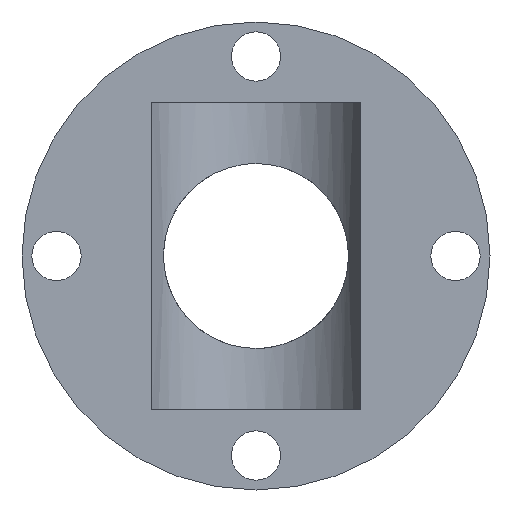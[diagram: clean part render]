
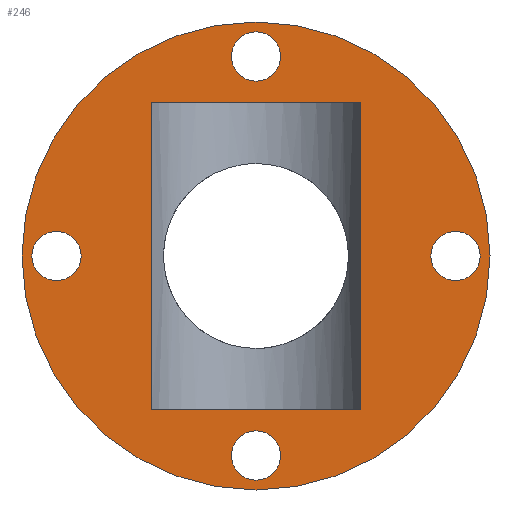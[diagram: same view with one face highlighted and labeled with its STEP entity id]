
A CAD part, front view. The second image highlights one B-rep face of the part: STEP entity #246.
In plain terms, the highlighted planar face has unit normal (0, -1, 0).
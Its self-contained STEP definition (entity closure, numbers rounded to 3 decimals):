
#2 = EDGE_CURVE ( 'NONE', #19, #516, #732, .T. ) ;
#8 = CARTESIAN_POINT ( 'NONE',  ( 1.62, -0.35, 0. ) ) ;
#15 = EDGE_CURVE ( 'NONE', #225, #480, #733, .T. ) ;
#19 = VERTEX_POINT ( 'NONE', #234 ) ;
#31 = CARTESIAN_POINT ( 'NONE',  ( 0., -0.35, -1.62 ) ) ;
#34 = AXIS2_PLACEMENT_3D ( 'NONE', #634, #296, #584 ) ;
#36 = AXIS2_PLACEMENT_3D ( 'NONE', #8, #599, #77 ) ;
#39 = ORIENTED_EDGE ( 'NONE', *, *, #15, .F. ) ;
#40 = EDGE_CURVE ( 'NONE', #229, #68, #300, .T. ) ;
#53 = DIRECTION ( 'NONE',  ( 0., 0., -1. ) ) ;
#56 = VERTEX_POINT ( 'NONE', #531 ) ;
#65 = CARTESIAN_POINT ( 'NONE',  ( 0., -0.35, -1.42 ) ) ;
#68 = VERTEX_POINT ( 'NONE', #471 ) ;
#72 = DIRECTION ( 'NONE',  ( 0., 0., 1. ) ) ;
#76 = CIRCLE ( 'NONE', #36, 0.2 ) ;
#77 = DIRECTION ( 'NONE',  ( 0., 0., 1. ) ) ;
#93 = ORIENTED_EDGE ( 'NONE', *, *, #241, .F. ) ;
#102 = FACE_BOUND ( 'NONE', #389, .T. ) ;
#104 = ORIENTED_EDGE ( 'NONE', *, *, #515, .F. ) ;
#108 = CIRCLE ( 'NONE', #427, 1.9 ) ;
#114 = VERTEX_POINT ( 'NONE', #173 ) ;
#116 = DIRECTION ( 'NONE',  ( 0., 0., 1. ) ) ;
#118 = DIRECTION ( 'NONE',  ( 0., 1., 0. ) ) ;
#125 = CARTESIAN_POINT ( 'NONE',  ( 1.62, -0.35, 0. ) ) ;
#129 = DIRECTION ( 'NONE',  ( 0., -1., 0. ) ) ;
#134 = CARTESIAN_POINT ( 'NONE',  ( -0.849, -0.35, -1.25 ) ) ;
#138 = EDGE_LOOP ( 'NONE', ( #104, #168 ) ) ;
#140 = AXIS2_PLACEMENT_3D ( 'NONE', #525, #252, #365 ) ;
#145 = EDGE_CURVE ( 'NONE', #480, #225, #574, .T. ) ;
#151 = ORIENTED_EDGE ( 'NONE', *, *, #2, .F. ) ;
#168 = ORIENTED_EDGE ( 'NONE', *, *, #186, .F. ) ;
#170 = DIRECTION ( 'NONE',  ( 0., 0., 1. ) ) ;
#173 = CARTESIAN_POINT ( 'NONE',  ( -0.849, -0.35, -1.25 ) ) ;
#184 = LINE ( 'NONE', #687, #464 ) ;
#186 = EDGE_CURVE ( 'NONE', #739, #742, #226, .T. ) ;
#208 = ORIENTED_EDGE ( 'NONE', *, *, #40, .T. ) ;
#215 = CIRCLE ( 'NONE', #368, 0.2 ) ;
#220 = CARTESIAN_POINT ( 'NONE',  ( -0.849, -0.35, 1.25 ) ) ;
#221 = CARTESIAN_POINT ( 'NONE',  ( 0., -0.35, -1.9 ) ) ;
#225 = VERTEX_POINT ( 'NONE', #317 ) ;
#226 = CIRCLE ( 'NONE', #295, 0.2 ) ;
#227 = CARTESIAN_POINT ( 'NONE',  ( 0., -0.35, 0. ) ) ;
#229 = VERTEX_POINT ( 'NONE', #339 ) ;
#234 = CARTESIAN_POINT ( 'NONE',  ( 1.62, -0.35, 0.2 ) ) ;
#239 = ORIENTED_EDGE ( 'NONE', *, *, #591, .T. ) ;
#241 = EDGE_CURVE ( 'NONE', #431, #633, #215, .T. ) ;
#246 = ADVANCED_FACE ( 'NONE', ( #678, #393, #620, #280, #447, #102 ), #397, .F. ) ;
#248 = VECTOR ( 'NONE', #679, 1000. ) ;
#252 = DIRECTION ( 'NONE',  ( 0., -1., 0. ) ) ;
#257 = DIRECTION ( 'NONE',  ( 0., -1., 0. ) ) ;
#276 = CIRCLE ( 'NONE', #407, 0.2 ) ;
#280 = FACE_BOUND ( 'NONE', #318, .T. ) ;
#282 = ORIENTED_EDGE ( 'NONE', *, *, #535, .F. ) ;
#285 = EDGE_LOOP ( 'NONE', ( #93, #314 ) ) ;
#295 = AXIS2_PLACEMENT_3D ( 'NONE', #593, #257, #603 ) ;
#296 = DIRECTION ( 'NONE',  ( 0., -1., 0. ) ) ;
#300 = LINE ( 'NONE', #349, #696 ) ;
#302 = CARTESIAN_POINT ( 'NONE',  ( 1.62, -0.35, -0.2 ) ) ;
#314 = ORIENTED_EDGE ( 'NONE', *, *, #520, .F. ) ;
#317 = CARTESIAN_POINT ( 'NONE',  ( 0., -0.35, 1.42 ) ) ;
#318 = EDGE_LOOP ( 'NONE', ( #151, #282 ) ) ;
#337 = DIRECTION ( 'NONE',  ( 0., 0., 1. ) ) ;
#339 = CARTESIAN_POINT ( 'NONE',  ( 0.849, -0.35, 1.25 ) ) ;
#343 = VERTEX_POINT ( 'NONE', #220 ) ;
#347 = EDGE_LOOP ( 'NONE', ( #458, #39 ) ) ;
#349 = CARTESIAN_POINT ( 'NONE',  ( 0.849, -0.35, -1.25 ) ) ;
#365 = DIRECTION ( 'NONE',  ( 0., 0., 1. ) ) ;
#368 = AXIS2_PLACEMENT_3D ( 'NONE', #31, #734, #745 ) ;
#383 = DIRECTION ( 'NONE',  ( 0., 0., 1. ) ) ;
#389 = EDGE_LOOP ( 'NONE', ( #508, #406, #239, #208 ) ) ;
#393 = FACE_BOUND ( 'NONE', #138, .T. ) ;
#397 = PLANE ( 'NONE',  #561 ) ;
#401 = CARTESIAN_POINT ( 'NONE',  ( 0., -0.35, 0. ) ) ;
#406 = ORIENTED_EDGE ( 'NONE', *, *, #505, .T. ) ;
#407 = AXIS2_PLACEMENT_3D ( 'NONE', #533, #708, #170 ) ;
#427 = AXIS2_PLACEMENT_3D ( 'NONE', #445, #441, #337 ) ;
#431 = VERTEX_POINT ( 'NONE', #65 ) ;
#441 = DIRECTION ( 'NONE',  ( 0., 1., 0. ) ) ;
#442 = EDGE_LOOP ( 'NONE', ( #629, #573 ) ) ;
#445 = CARTESIAN_POINT ( 'NONE',  ( 0., -0.35, 0. ) ) ;
#447 = FACE_BOUND ( 'NONE', #347, .T. ) ;
#457 = DIRECTION ( 'NONE',  ( 0., 0., 1. ) ) ;
#458 = ORIENTED_EDGE ( 'NONE', *, *, #145, .F. ) ;
#463 = AXIS2_PLACEMENT_3D ( 'NONE', #548, #491, #72 ) ;
#464 = VECTOR ( 'NONE', #588, 1000. ) ;
#471 = CARTESIAN_POINT ( 'NONE',  ( 0.849, -0.35, -1.25 ) ) ;
#480 = VERTEX_POINT ( 'NONE', #631 ) ;
#488 = EDGE_CURVE ( 'NONE', #114, #68, #184, .T. ) ;
#491 = DIRECTION ( 'NONE',  ( 0., -1., 0. ) ) ;
#505 = EDGE_CURVE ( 'NONE', #114, #343, #646, .T. ) ;
#508 = ORIENTED_EDGE ( 'NONE', *, *, #488, .F. ) ;
#515 = EDGE_CURVE ( 'NONE', #742, #739, #601, .T. ) ;
#516 = VERTEX_POINT ( 'NONE', #302 ) ;
#517 = AXIS2_PLACEMENT_3D ( 'NONE', #125, #129, #116 ) ;
#520 = EDGE_CURVE ( 'NONE', #633, #431, #276, .T. ) ;
#525 = CARTESIAN_POINT ( 'NONE',  ( -1.62, -0.35, 0. ) ) ;
#531 = CARTESIAN_POINT ( 'NONE',  ( 0., -0.35, 1.9 ) ) ;
#533 = CARTESIAN_POINT ( 'NONE',  ( 0., -0.35, -1.62 ) ) ;
#535 = EDGE_CURVE ( 'NONE', #516, #19, #76, .T. ) ;
#548 = CARTESIAN_POINT ( 'NONE',  ( 0., -0.35, 1.62 ) ) ;
#557 = EDGE_CURVE ( 'NONE', #56, #604, #108, .T. ) ;
#561 = AXIS2_PLACEMENT_3D ( 'NONE', #227, #628, #383 ) ;
#563 = VECTOR ( 'NONE', #590, 1000. ) ;
#570 = CARTESIAN_POINT ( 'NONE',  ( -1.62, -0.35, 0.2 ) ) ;
#573 = ORIENTED_EDGE ( 'NONE', *, *, #557, .F. ) ;
#574 = CIRCLE ( 'NONE', #463, 0.2 ) ;
#584 = DIRECTION ( 'NONE',  ( 0., 0., 1. ) ) ;
#588 = DIRECTION ( 'NONE',  ( 1., 0., 0. ) ) ;
#590 = DIRECTION ( 'NONE',  ( 0., 0., 1. ) ) ;
#591 = EDGE_CURVE ( 'NONE', #343, #229, #618, .T. ) ;
#593 = CARTESIAN_POINT ( 'NONE',  ( -1.62, -0.35, 0. ) ) ;
#599 = DIRECTION ( 'NONE',  ( 0., -1., 0. ) ) ;
#601 = CIRCLE ( 'NONE', #140, 0.2 ) ;
#603 = DIRECTION ( 'NONE',  ( 0., 0., 1. ) ) ;
#604 = VERTEX_POINT ( 'NONE', #221 ) ;
#610 = AXIS2_PLACEMENT_3D ( 'NONE', #401, #118, #457 ) ;
#618 = LINE ( 'NONE', #682, #248 ) ;
#620 = FACE_BOUND ( 'NONE', #285, .T. ) ;
#628 = DIRECTION ( 'NONE',  ( 0., 1., 0. ) ) ;
#629 = ORIENTED_EDGE ( 'NONE', *, *, #753, .F. ) ;
#631 = CARTESIAN_POINT ( 'NONE',  ( 0., -0.35, 1.82 ) ) ;
#633 = VERTEX_POINT ( 'NONE', #669 ) ;
#634 = CARTESIAN_POINT ( 'NONE',  ( 0., -0.35, 1.62 ) ) ;
#646 = LINE ( 'NONE', #134, #563 ) ;
#669 = CARTESIAN_POINT ( 'NONE',  ( 0., -0.35, -1.82 ) ) ;
#678 = FACE_OUTER_BOUND ( 'NONE', #442, .T. ) ;
#679 = DIRECTION ( 'NONE',  ( 1., 0., 0. ) ) ;
#682 = CARTESIAN_POINT ( 'NONE',  ( 0., -0.35, 1.25 ) ) ;
#687 = CARTESIAN_POINT ( 'NONE',  ( 0., -0.35, -1.25 ) ) ;
#690 = CARTESIAN_POINT ( 'NONE',  ( -1.62, -0.35, -0.2 ) ) ;
#696 = VECTOR ( 'NONE', #53, 1000. ) ;
#708 = DIRECTION ( 'NONE',  ( 0., -1., 0. ) ) ;
#732 = CIRCLE ( 'NONE', #517, 0.2 ) ;
#733 = CIRCLE ( 'NONE', #34, 0.2 ) ;
#734 = DIRECTION ( 'NONE',  ( 0., -1., 0. ) ) ;
#739 = VERTEX_POINT ( 'NONE', #690 ) ;
#742 = VERTEX_POINT ( 'NONE', #570 ) ;
#743 = CIRCLE ( 'NONE', #610, 1.9 ) ;
#745 = DIRECTION ( 'NONE',  ( 0., 0., 1. ) ) ;
#753 = EDGE_CURVE ( 'NONE', #604, #56, #743, .T. ) ;
